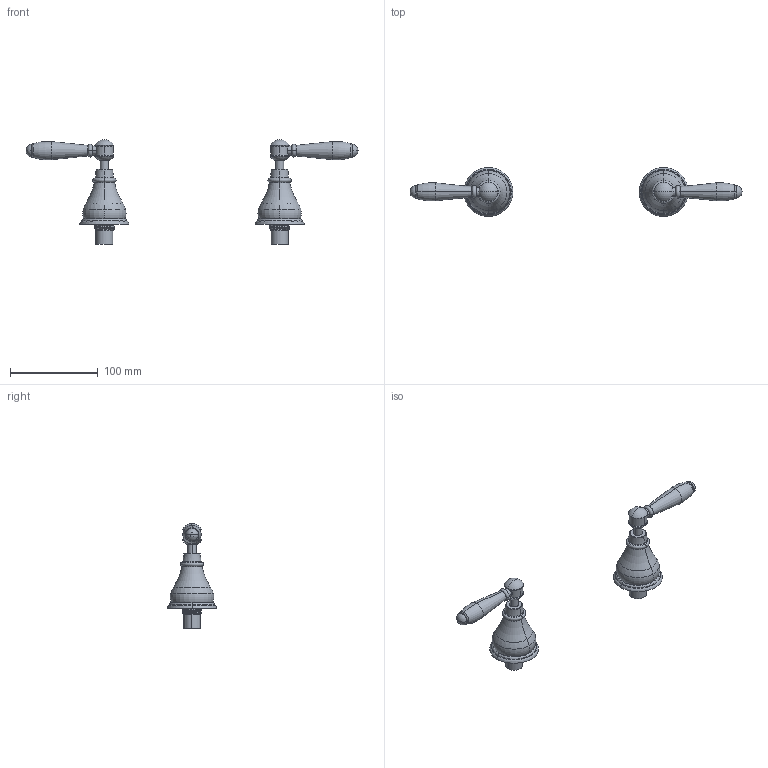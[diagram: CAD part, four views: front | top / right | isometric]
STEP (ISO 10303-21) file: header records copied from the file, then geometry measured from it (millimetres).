
FILE_DESCRIPTION (( 'STEP AP203' ), '1' );
FILE_NAME ('MV1070LCHP.STEP', '2020-02-27T02:19:46', ( 'Windows 蚚誧' ), ( '' ), 'SwSTEP 2.0', 'SolidWorks 2019', '' );
FILE_SCHEMA (( 'CONFIG_CONTROL_DESIGN' ));
Length unit declared in the file: millimetre
Products named in the file (17): 175忒梟裝芛; MV1070LCHP; 5-8辦羲概郋-110酗; MV插齿陶瓷一字手轮; 28.5X22.5X1.5綻祧菜え; 辦羲30.5坶踡蹟譫; 110快开插齿G58阀芯（30.5阀盖）; 囀鞠褒潑芛蹟佪M5x12 (G12090G00); 175忒梟蟀諉裝; MV邧參醱髓笘欶釱; 7x1.5 O型圈; 175忒梟裝簽; 175枎棟忒梟裝; MV邧參珨趼忒謫釱; MV双把入墙钟罩
Assembly tree (28 placements, depth 3):
  MV1070LCHP
    110快开插齿G58阀芯（30.5阀盖）
      5-8辦羲概郋-110酗
      辦羲30.5坶踡蹟譫
      28.5X22.5X1.5綻祧菜え
    110快开插齿G58阀芯（30.5阀盖）
      5-8辦羲概郋-110酗
      辦羲30.5坶踡蹟譫
      28.5X22.5X1.5綻祧菜え
    MV双把入墙钟罩  x2
    MV邧參醱髓笘欶釱  x2
    MV插齿陶瓷一字手轮
      MV邧參珨趼忒謫釱
      囀鞠褒潑芛蹟佪M5x12 (G12090G00)
      175忒梟裝芛
      175忒梟蟀諉裝
      175枎棟忒梟裝
      175忒梟裝簽
      7x1.5 O型圈
    MV插齿陶瓷一字手轮
      MV邧參珨趼忒謫釱
      囀鞠褒潑芛蹟佪M5x12 (G12090G00)
      175忒梟裝芛
      175忒梟蟀諉裝
      175枎棟忒梟裝
      175忒梟裝簽
      7x1.5 O型圈
Bounding box: 379 x 55.98 x 119.4 mm (x, y, z)
Volume: 139007.8 mm3; surface area: 86625 mm2
Topology: 24 solids, 24 shells, 1304 faces, 3504 edges, 2282 vertices
Faces by surface type: cylinder 598, plane 338, cone 162, bspline 98, torus 96, sphere 12
Entity records: 45219 total; most frequent: CARTESIAN_POINT 28305, ORIENTED_EDGE 3496, DIRECTION 2770, EDGE_CURVE 1748, VERTEX_POINT 1141, AXIS2_PLACEMENT_3D 1090, EDGE_LOOP 689, FACE_OUTER_BOUND 652
